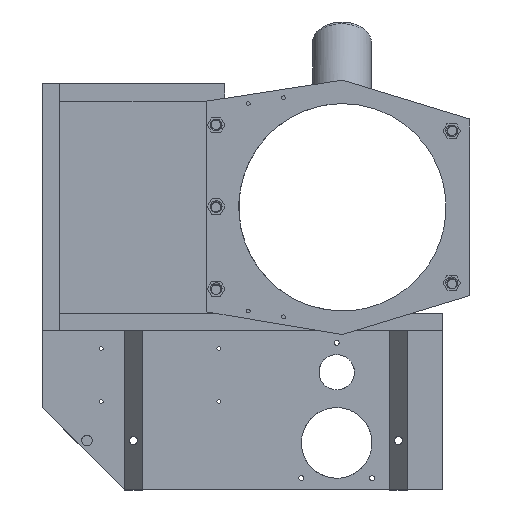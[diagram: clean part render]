
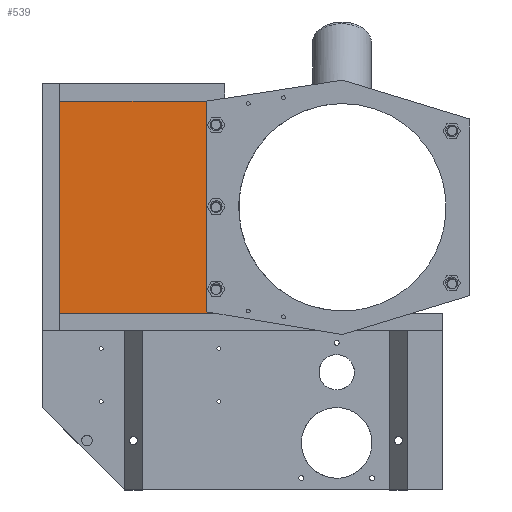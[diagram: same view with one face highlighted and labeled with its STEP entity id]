
A CAD part, front view. The second image highlights one B-rep face of the part: STEP entity #539.
In plain terms, the highlighted planar face has unit normal (0, -1, 0).
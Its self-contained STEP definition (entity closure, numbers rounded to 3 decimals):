
#539=ADVANCED_FACE('',(#1060),#8118,.T.);
#1060=FACE_OUTER_BOUND('',#1704,.T.);
#1704=EDGE_LOOP('',(#3222,#3223,#3224,#3225));
#3222=ORIENTED_EDGE('',*,*,#5209,.T.);
#3223=ORIENTED_EDGE('',*,*,#5210,.T.);
#3224=ORIENTED_EDGE('',*,*,#5211,.T.);
#3225=ORIENTED_EDGE('',*,*,#5212,.T.);
#5209=EDGE_CURVE('',#7572,#7573,#6958,.T.);
#5210=EDGE_CURVE('',#7573,#7574,#6959,.T.);
#5211=EDGE_CURVE('',#7574,#7575,#6960,.T.);
#5212=EDGE_CURVE('',#7575,#7572,#6961,.T.);
#6958=B_SPLINE_CURVE_WITH_KNOTS('',1,(#16625,#16626),.UNSPECIFIED.,.F.,
 .F.,(2,2),(0.,180.),.UNSPECIFIED.);
#6959=B_SPLINE_CURVE_WITH_KNOTS('',1,(#16627,#16628),.UNSPECIFIED.,.F.,
 .F.,(2,2),(0.,125.),.UNSPECIFIED.);
#6960=B_SPLINE_CURVE_WITH_KNOTS('',1,(#16629,#16630),.UNSPECIFIED.,.F.,
 .F.,(2,2),(0.,180.),.UNSPECIFIED.);
#6961=B_SPLINE_CURVE_WITH_KNOTS('',1,(#16631,#16632),.UNSPECIFIED.,.F.,
 .F.,(2,2),(0.,125.),.UNSPECIFIED.);
#7572=VERTEX_POINT('',#16585);
#7573=VERTEX_POINT('',#16586);
#7574=VERTEX_POINT('',#16587);
#7575=VERTEX_POINT('',#16588);
#8118=PLANE('',#8839);
#8839=AXIS2_PLACEMENT_3D('',#16555,#9327,$);
#9327=DIRECTION('',(0.,-1.,0.));
#16555=CARTESIAN_POINT('',(5440.868,-5491.495,959.591));
#16585=CARTESIAN_POINT('',(5440.868,-5491.495,959.591));
#16586=CARTESIAN_POINT('',(5440.868,-5491.495,1139.591));
#16587=CARTESIAN_POINT('',(5315.868,-5491.495,1139.591));
#16588=CARTESIAN_POINT('',(5315.868,-5491.495,959.591));
#16625=CARTESIAN_POINT('',(5440.868,-5491.495,959.591));
#16626=CARTESIAN_POINT('',(5440.868,-5491.495,1139.591));
#16627=CARTESIAN_POINT('',(5440.868,-5491.495,1139.591));
#16628=CARTESIAN_POINT('',(5315.868,-5491.495,1139.591));
#16629=CARTESIAN_POINT('',(5315.868,-5491.495,1139.591));
#16630=CARTESIAN_POINT('',(5315.868,-5491.495,959.591));
#16631=CARTESIAN_POINT('',(5315.868,-5491.495,959.591));
#16632=CARTESIAN_POINT('',(5440.868,-5491.495,959.591));
